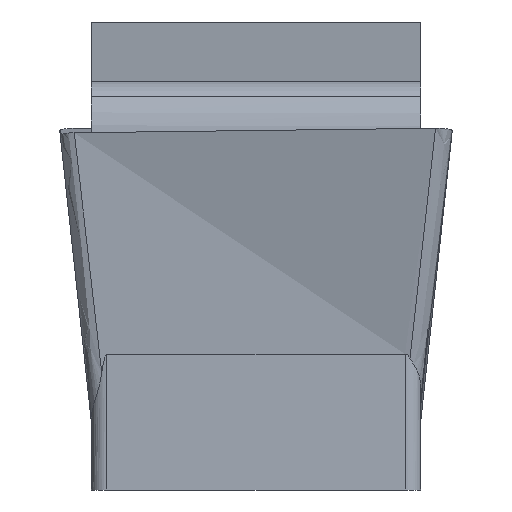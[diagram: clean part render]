
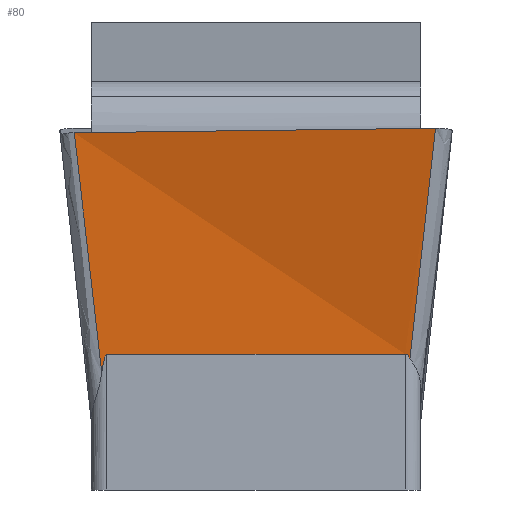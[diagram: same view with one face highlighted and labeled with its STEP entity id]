
A CAD part, front view. The second image highlights one B-rep face of the part: STEP entity #80.
In plain terms, the highlighted free-form (B-spline) face has degree [2, 1] with [3, 4] control points.
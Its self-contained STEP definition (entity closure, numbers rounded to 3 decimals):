
#52=(
BOUNDED_CURVE()
B_SPLINE_CURVE(1,(#1897,#1898,#1899,#1900),.UNSPECIFIED.,.F.,.F.)
B_SPLINE_CURVE_WITH_KNOTS((2,1,1,2),(0.,0.315,0.572,
1.),.UNSPECIFIED.)
CURVE()
GEOMETRIC_REPRESENTATION_ITEM()
RATIONAL_B_SPLINE_CURVE((1.044,1.044,1.044,
1.044))
REPRESENTATION_ITEM('')
);
#53=(
BOUNDED_CURVE()
B_SPLINE_CURVE(1,(#1935,#1936,#1937,#1938),.UNSPECIFIED.,.F.,.F.)
B_SPLINE_CURVE_WITH_KNOTS((2,1,1,2),(0.,0.424,0.687,
1.),.UNSPECIFIED.)
CURVE()
GEOMETRIC_REPRESENTATION_ITEM()
RATIONAL_B_SPLINE_CURVE((1.044,1.044,1.044,
1.044))
REPRESENTATION_ITEM('')
);
#54=(
BOUNDED_CURVE()
B_SPLINE_CURVE(2,(#1983,#1984,#1985),.UNSPECIFIED.,.F.,.F.)
B_SPLINE_CURVE_WITH_KNOTS((3,3),(0.,1.),.UNSPECIFIED.)
CURVE()
GEOMETRIC_REPRESENTATION_ITEM()
RATIONAL_B_SPLINE_CURVE((1.044,1.044,1.044))
REPRESENTATION_ITEM('')
);
#63=(
BOUNDED_SURFACE()
B_SPLINE_SURFACE(2,1,((#2000,#2001,#2002,#2003),(#2004,#2005,#2006,#2007),
(#2008,#2009,#2010,#2011)),.UNSPECIFIED.,.F.,.F.,.F.)
B_SPLINE_SURFACE_WITH_KNOTS((3,3),(2,1,1,2),(0.,1.),(0.,0.419,
0.691,1.),.UNSPECIFIED.)
GEOMETRIC_REPRESENTATION_ITEM()
RATIONAL_B_SPLINE_SURFACE(((1.044,1.044,1.044,
1.044),(1.044,1.044,1.044,1.044),
(1.044,1.044,1.044,1.044)))
REPRESENTATION_ITEM('')
SURFACE()
);
#80=ADVANCED_FACE('SIDE_FP_AN_SU1',(#134),#63,.T.);
#134=FACE_OUTER_BOUND('',#170,.T.);
#170=EDGE_LOOP('',(#368,#369,#370,#371,#372,#373));
#368=ORIENTED_EDGE('',*,*,#618,.F.);
#369=ORIENTED_EDGE('',*,*,#619,.T.);
#370=ORIENTED_EDGE('',*,*,#615,.F.);
#371=ORIENTED_EDGE('',*,*,#620,.T.);
#372=ORIENTED_EDGE('',*,*,#621,.F.);
#373=ORIENTED_EDGE('',*,*,#622,.T.);
#533=VERTEX_POINT('',#1901);
#534=VERTEX_POINT('',#1902);
#535=VERTEX_POINT('',#1939);
#536=VERTEX_POINT('',#1940);
#537=VERTEX_POINT('',#1982);
#538=VERTEX_POINT('',#1986);
#615=EDGE_CURVE('',#533,#534,#52,.T.);
#618=EDGE_CURVE('',#535,#536,#53,.T.);
#619=EDGE_CURVE('',#535,#534,#698,.T.);
#620=EDGE_CURVE('',#533,#537,#699,.T.);
#621=EDGE_CURVE('',#538,#537,#54,.T.);
#622=EDGE_CURVE('',#538,#536,#700,.T.);
#698=B_SPLINE_CURVE_WITH_KNOTS('',3,(#1941,#1942,#1943,#1944,#1945,#1946,
#1947,#1948,#1949,#1950),.UNSPECIFIED.,.F.,.F.,(4,3,3,4),(0.,0.5,
0.75,1.),.UNSPECIFIED.);
#699=B_SPLINE_CURVE_WITH_KNOTS('',3,(#1951,#1952,#1953,#1954,#1955,#1956,
#1957,#1958,#1959,#1960,#1961,#1962,#1963,#1964,#1965,#1966,#1967,#1968,
#1969,#1970,#1971,#1972,#1973,#1974,#1975,#1976,#1977,#1978,#1979,#1980,
#1981),.UNSPECIFIED.,.F.,.F.,(4,3,3,3,3,3,3,3,3,3,4),(0.,0.322,
0.54,0.687,0.787,0.855,
0.903,0.954,0.975,0.992,
1.),.UNSPECIFIED.);
#700=B_SPLINE_CURVE_WITH_KNOTS('',3,(#1987,#1988,#1989,#1990,#1991,#1992,
#1993,#1994,#1995,#1996,#1997,#1998,#1999),.UNSPECIFIED.,.F.,.F.,(4,3,3,
3,4),(0.,0.156,0.361,0.735,1.),
 .UNSPECIFIED.);
#1897=CARTESIAN_POINT('',(-1.593,-11.797,-6.352));
#1898=CARTESIAN_POINT('',(-1.994,-11.971,-2.851));
#1899=CARTESIAN_POINT('',(-2.32,-12.113,0.));
#1900=CARTESIAN_POINT('',(-2.864,-12.349,4.748));
#1901=CARTESIAN_POINT('',(-1.967,-11.959,-3.085));
#1902=CARTESIAN_POINT('',(-2.317,-12.112,-0.029));
#1935=CARTESIAN_POINT('',(2.795,-13.395,4.598));
#1936=CARTESIAN_POINT('',(2.286,-12.516,0.));
#1937=CARTESIAN_POINT('',(1.97,-11.971,-2.851));
#1938=CARTESIAN_POINT('',(1.594,-11.323,-6.241));
#1939=CARTESIAN_POINT('',(2.289,-12.521,0.029));
#1940=CARTESIAN_POINT('',(1.964,-11.961,-2.905));
#1941=CARTESIAN_POINT('',(2.289,-12.521,0.029));
#1942=CARTESIAN_POINT('',(1.521,-12.452,0.019));
#1943=CARTESIAN_POINT('',(0.754,-12.383,0.009));
#1944=CARTESIAN_POINT('',(-0.014,-12.315,0.));
#1945=CARTESIAN_POINT('',(-0.398,-12.281,-0.005));
#1946=CARTESIAN_POINT('',(-0.782,-12.247,-0.01));
#1947=CARTESIAN_POINT('',(-1.166,-12.213,-0.015));
#1948=CARTESIAN_POINT('',(-1.549,-12.179,-0.019));
#1949=CARTESIAN_POINT('',(-1.933,-12.145,-0.024));
#1950=CARTESIAN_POINT('',(-2.317,-12.112,-0.029));
#1951=CARTESIAN_POINT('',(-1.967,-11.959,-3.085));
#1952=CARTESIAN_POINT('',(-1.964,-11.961,-3.058));
#1953=CARTESIAN_POINT('',(-1.96,-11.962,-3.032));
#1954=CARTESIAN_POINT('',(-1.955,-11.963,-3.005));
#1955=CARTESIAN_POINT('',(-1.952,-11.964,-2.987));
#1956=CARTESIAN_POINT('',(-1.949,-11.965,-2.97));
#1957=CARTESIAN_POINT('',(-1.945,-11.966,-2.952));
#1958=CARTESIAN_POINT('',(-1.943,-11.967,-2.94));
#1959=CARTESIAN_POINT('',(-1.94,-11.967,-2.928));
#1960=CARTESIAN_POINT('',(-1.937,-11.968,-2.916));
#1961=CARTESIAN_POINT('',(-1.934,-11.968,-2.908));
#1962=CARTESIAN_POINT('',(-1.932,-11.969,-2.9));
#1963=CARTESIAN_POINT('',(-1.929,-11.969,-2.892));
#1964=CARTESIAN_POINT('',(-1.927,-11.969,-2.887));
#1965=CARTESIAN_POINT('',(-1.925,-11.97,-2.881));
#1966=CARTESIAN_POINT('',(-1.923,-11.97,-2.876));
#1967=CARTESIAN_POINT('',(-1.922,-11.97,-2.873));
#1968=CARTESIAN_POINT('',(-1.92,-11.97,-2.869));
#1969=CARTESIAN_POINT('',(-1.918,-11.97,-2.866));
#1970=CARTESIAN_POINT('',(-1.916,-11.971,-2.862));
#1971=CARTESIAN_POINT('',(-1.913,-11.971,-2.858));
#1972=CARTESIAN_POINT('',(-1.91,-11.971,-2.855));
#1973=CARTESIAN_POINT('',(-1.909,-11.971,-2.854));
#1974=CARTESIAN_POINT('',(-1.908,-11.971,-2.853));
#1975=CARTESIAN_POINT('',(-1.906,-11.971,-2.852));
#1976=CARTESIAN_POINT('',(-1.905,-11.971,-2.852));
#1977=CARTESIAN_POINT('',(-1.904,-11.971,-2.851));
#1978=CARTESIAN_POINT('',(-1.902,-11.971,-2.851));
#1979=CARTESIAN_POINT('',(-1.901,-11.971,-2.851));
#1980=CARTESIAN_POINT('',(-1.901,-11.971,-2.851));
#1981=CARTESIAN_POINT('',(-1.9,-11.971,-2.851));
#1982=CARTESIAN_POINT('',(-1.9,-11.971,-2.851));
#1983=CARTESIAN_POINT('',(1.9,-11.971,-2.851));
#1984=CARTESIAN_POINT('',(0.,-11.971,-2.851));
#1985=CARTESIAN_POINT('',(-1.9,-11.971,-2.851));
#1986=CARTESIAN_POINT('',(1.9,-11.971,-2.851));
#1987=CARTESIAN_POINT('',(1.9,-11.971,-2.851));
#1988=CARTESIAN_POINT('',(1.905,-11.971,-2.851));
#1989=CARTESIAN_POINT('',(1.909,-11.971,-2.851));
#1990=CARTESIAN_POINT('',(1.913,-11.971,-2.853));
#1991=CARTESIAN_POINT('',(1.919,-11.97,-2.855));
#1992=CARTESIAN_POINT('',(1.924,-11.97,-2.858));
#1993=CARTESIAN_POINT('',(1.929,-11.969,-2.862));
#1994=CARTESIAN_POINT('',(1.938,-11.968,-2.868));
#1995=CARTESIAN_POINT('',(1.945,-11.966,-2.877));
#1996=CARTESIAN_POINT('',(1.951,-11.964,-2.885));
#1997=CARTESIAN_POINT('',(1.956,-11.963,-2.892));
#1998=CARTESIAN_POINT('',(1.96,-11.962,-2.898));
#1999=CARTESIAN_POINT('',(1.964,-11.961,-2.905));
#2000=CARTESIAN_POINT('',(2.772,-13.354,4.384));
#2001=CARTESIAN_POINT('',(2.286,-12.516,0.));
#2002=CARTESIAN_POINT('',(1.97,-11.971,-2.851));
#2003=CARTESIAN_POINT('',(1.611,-11.353,-6.084));
#2004=CARTESIAN_POINT('',(-0.025,-12.842,4.384));
#2005=CARTESIAN_POINT('',(-0.017,-12.314,0.));
#2006=CARTESIAN_POINT('',(-0.012,-11.971,-2.851));
#2007=CARTESIAN_POINT('',(-0.007,-11.582,-6.084));
#2008=CARTESIAN_POINT('',(-2.822,-12.331,4.384));
#2009=CARTESIAN_POINT('',(-2.32,-12.113,0.));
#2010=CARTESIAN_POINT('',(-1.994,-11.971,-2.851));
#2011=CARTESIAN_POINT('',(-1.624,-11.81,-6.084));
